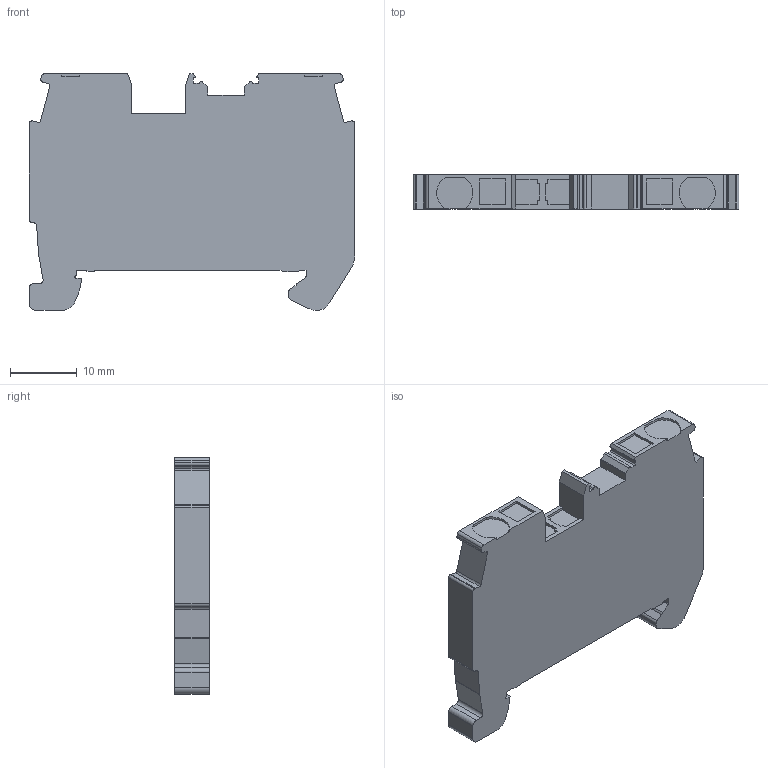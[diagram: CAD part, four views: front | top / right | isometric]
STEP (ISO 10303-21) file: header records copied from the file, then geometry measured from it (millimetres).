
FILE_DESCRIPTION( ( 'STEP AP214' ), '1' );
FILE_NAME( 'DST2.5-PE-D-20180917.stp', '2022-12-15T01:41:18', ( ' ' ), ( ' ' ), 'XStep 1.0', ' ', ' ' );
FILE_SCHEMA( ( 'CONFIG_CONTROL_DESIGN) ( )' ) );
Length unit declared in the file: metre
Products named in the file (1): DPT2.5-PE-P02-20161213
Bounding box: 48.8 x 5.15 x 35.4 mm (x, y, z)
Volume: 7132.5 mm3; surface area: 3853 mm2
Topology: 1 solids, 1 shells, 143 faces, 417 edges, 278 vertices
Faces by surface type: plane 94, cylinder 49
Entity records: 5889 total; most frequent: CARTESIAN_POINT 839, ORIENTED_EDGE 834, DIRECTION 803, EDGE_CURVE 417, LINE 319, VECTOR 319, VERTEX_POINT 278, AXIS2_PLACEMENT_3D 242
